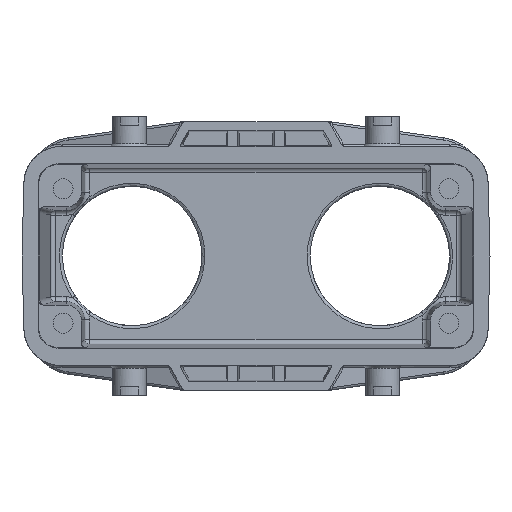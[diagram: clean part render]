
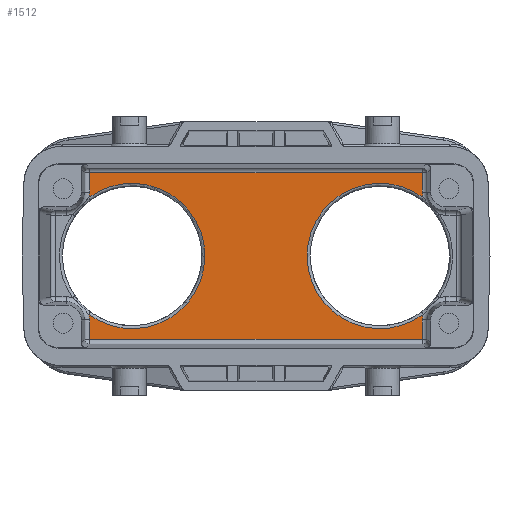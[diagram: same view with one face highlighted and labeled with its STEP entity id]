
A CAD part, front view. The second image highlights one B-rep face of the part: STEP entity #1512.
In plain terms, the highlighted planar face has unit normal (0, -1, 0).
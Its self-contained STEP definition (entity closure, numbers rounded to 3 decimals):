
#365=CIRCLE('',#10735,4.66);
#368=CIRCLE('',#10740,14.6);
#369=CIRCLE('',#10741,14.6);
#371=CIRCLE('',#10744,4.66);
#381=CIRCLE('',#10760,4.66);
#387=CIRCLE('',#10768,4.66);
#388=CIRCLE('',#10770,14.6);
#389=CIRCLE('',#10771,14.6);
#1512=ADVANCED_FACE('',(#2334),#1990,.T.);
#1990=PLANE('',#10772);
#2334=FACE_OUTER_BOUND('',#2935,.T.);
#2935=EDGE_LOOP('',(#4433,#4434,#4435,#4436,#4437,#4438,#4439,#4440,#4441,
#4442,#4443,#4444,#4445,#4446));
#4433=ORIENTED_EDGE('',*,*,#7992,.F.);
#4434=ORIENTED_EDGE('',*,*,#7984,.T.);
#4435=ORIENTED_EDGE('',*,*,#7981,.T.);
#4436=ORIENTED_EDGE('',*,*,#7978,.T.);
#4437=ORIENTED_EDGE('',*,*,#7976,.F.);
#4438=ORIENTED_EDGE('',*,*,#7973,.F.);
#4439=ORIENTED_EDGE('',*,*,#7972,.F.);
#4440=ORIENTED_EDGE('',*,*,#7966,.F.);
#4441=ORIENTED_EDGE('',*,*,#7964,.T.);
#4442=ORIENTED_EDGE('',*,*,#7961,.T.);
#4443=ORIENTED_EDGE('',*,*,#7958,.T.);
#4444=ORIENTED_EDGE('',*,*,#8001,.F.);
#4445=ORIENTED_EDGE('',*,*,#8002,.F.);
#4446=ORIENTED_EDGE('',*,*,#8003,.F.);
#6795=VERTEX_POINT('',#19161);
#6796=VERTEX_POINT('',#19163);
#6797=VERTEX_POINT('',#19169);
#6798=VERTEX_POINT('',#19175);
#6799=VERTEX_POINT('',#19179);
#6802=VERTEX_POINT('',#19308);
#6803=VERTEX_POINT('',#19310);
#6804=VERTEX_POINT('',#19392);
#6805=VERTEX_POINT('',#19396);
#6806=VERTEX_POINT('',#19402);
#6807=VERTEX_POINT('',#19408);
#6809=VERTEX_POINT('',#19413);
#6817=VERTEX_POINT('',#19580);
#6819=VERTEX_POINT('',#19667);
#7958=EDGE_CURVE('',#6796,#6795,#9258,.T.);
#7961=EDGE_CURVE('',#6797,#6796,#9259,.T.);
#7964=EDGE_CURVE('',#6798,#6797,#9260,.T.);
#7966=EDGE_CURVE('',#6798,#6799,#365,.T.);
#7972=EDGE_CURVE('',#6799,#6802,#368,.T.);
#7973=EDGE_CURVE('',#6802,#6803,#369,.T.);
#7976=EDGE_CURVE('',#6803,#6804,#371,.T.);
#7978=EDGE_CURVE('',#6805,#6804,#9261,.T.);
#7981=EDGE_CURVE('',#6806,#6805,#9262,.T.);
#7984=EDGE_CURVE('',#6807,#6806,#9263,.T.);
#7992=EDGE_CURVE('',#6807,#6809,#381,.T.);
#8001=EDGE_CURVE('',#6817,#6795,#387,.T.);
#8002=EDGE_CURVE('',#6819,#6817,#388,.T.);
#8003=EDGE_CURVE('',#6809,#6819,#389,.T.);
#9258=LINE('',#19162,#10002);
#9259=LINE('',#19168,#10003);
#9260=LINE('',#19174,#10004);
#9261=LINE('',#19395,#10005);
#9262=LINE('',#19401,#10006);
#9263=LINE('',#19407,#10007);
#10002=VECTOR('',#12205,1.);
#10003=VECTOR('',#12214,1.);
#10004=VECTOR('',#12223,1.);
#10005=VECTOR('',#12252,1.);
#10006=VECTOR('',#12261,1.);
#10007=VECTOR('',#12270,1.);
#10735=AXIS2_PLACEMENT_3D('',#19178,#12228,#12229);
#10740=AXIS2_PLACEMENT_3D('',#19307,#12238,#12239);
#10741=AXIS2_PLACEMENT_3D('',#19309,#12240,#12241);
#10744=AXIS2_PLACEMENT_3D('',#19391,#12246,#12247);
#10760=AXIS2_PLACEMENT_3D('',#19540,#12281,#12282);
#10768=AXIS2_PLACEMENT_3D('',#19664,#12297,#12298);
#10770=AXIS2_PLACEMENT_3D('',#19666,#12301,#12302);
#10771=AXIS2_PLACEMENT_3D('',#19668,#12303,#12304);
#10772=AXIS2_PLACEMENT_3D('',#19669,#12305,#12306);
#12205=DIRECTION('',(0.,0.,-1.));
#12214=DIRECTION('',(-1.,0.,0.));
#12223=DIRECTION('',(0.,0.,1.));
#12228=DIRECTION('',(0.,-1.,0.));
#12229=DIRECTION('',(-1.,0.,0.));
#12238=DIRECTION('',(0.,-1.,0.));
#12239=DIRECTION('',(0.596,0.,0.803));
#12240=DIRECTION('',(0.,-1.,0.));
#12241=DIRECTION('',(-1.,0.,-0.016));
#12246=DIRECTION('',(0.,-1.,0.));
#12247=DIRECTION('',(-0.97,0.,0.242));
#12252=DIRECTION('',(0.,0.,1.));
#12261=DIRECTION('',(1.,0.,0.));
#12270=DIRECTION('',(0.,0.,-1.));
#12281=DIRECTION('',(0.,-1.,0.));
#12282=DIRECTION('',(1.,0.,0.));
#12297=DIRECTION('',(0.,-1.,0.));
#12298=DIRECTION('',(0.97,0.,-0.242));
#12301=DIRECTION('',(0.,-1.,0.));
#12302=DIRECTION('',(0.641,0.,-0.768));
#12303=DIRECTION('',(0.,-1.,0.));
#12304=DIRECTION('',(-0.596,0.,-0.803));
#12305=DIRECTION('',(0.,-1.,0.));
#12306=DIRECTION('',(-1.,0.,0.));
#19161=CARTESIAN_POINT('',(-33.44,-9.05,12.85));
#19162=CARTESIAN_POINT('',(-33.44,-9.05,16.746));
#19163=CARTESIAN_POINT('',(-33.44,-9.05,16.746));
#19168=CARTESIAN_POINT('',(33.44,-9.05,16.746));
#19169=CARTESIAN_POINT('',(33.44,-9.05,16.746));
#19174=CARTESIAN_POINT('',(33.44,-9.05,12.85));
#19175=CARTESIAN_POINT('',(33.44,-9.05,12.85));
#19178=CARTESIAN_POINT('',(38.1,-9.05,12.85));
#19179=CARTESIAN_POINT('',(33.579,-9.05,11.722));
#19307=CARTESIAN_POINT('',(24.875,-9.05,0.));
#19308=CARTESIAN_POINT('',(10.277,-9.05,-0.231));
#19309=CARTESIAN_POINT('',(24.875,-9.05,0.));
#19310=CARTESIAN_POINT('',(33.579,-9.05,-11.722));
#19391=CARTESIAN_POINT('',(38.1,-9.05,-12.85));
#19392=CARTESIAN_POINT('',(33.44,-9.05,-12.85));
#19395=CARTESIAN_POINT('',(33.44,-9.05,-16.746));
#19396=CARTESIAN_POINT('',(33.44,-9.05,-16.746));
#19401=CARTESIAN_POINT('',(-33.44,-9.05,-16.746));
#19402=CARTESIAN_POINT('',(-33.44,-9.05,-16.746));
#19407=CARTESIAN_POINT('',(-33.44,-9.05,-12.85));
#19408=CARTESIAN_POINT('',(-33.44,-9.05,-12.85));
#19413=CARTESIAN_POINT('',(-33.579,-9.05,-11.722));
#19540=CARTESIAN_POINT('',(-38.1,-9.05,-12.85));
#19580=CARTESIAN_POINT('',(-33.579,-9.05,11.722));
#19664=CARTESIAN_POINT('',(-38.1,-9.05,12.85));
#19666=CARTESIAN_POINT('',(-24.875,-9.05,0.));
#19667=CARTESIAN_POINT('',(-15.518,-9.05,-11.208));
#19668=CARTESIAN_POINT('',(-24.875,-9.05,0.));
#19669=CARTESIAN_POINT('',(-36.447,-9.05,-21.5));
